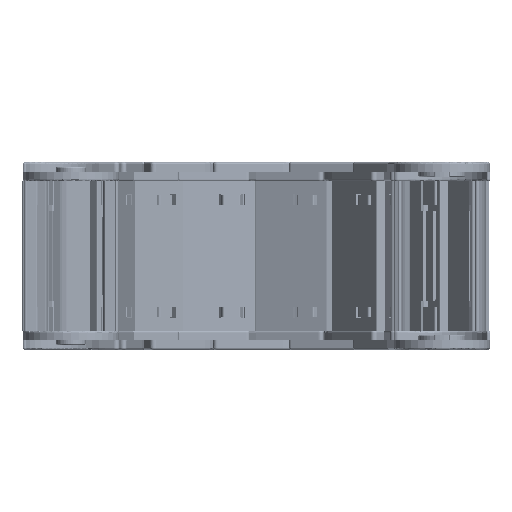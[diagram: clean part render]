
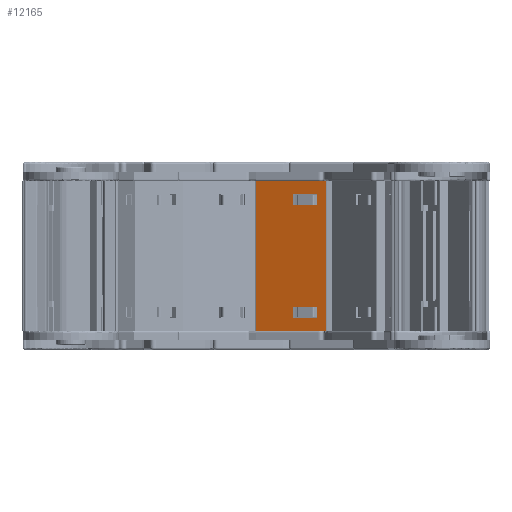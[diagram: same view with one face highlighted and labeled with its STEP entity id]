
A CAD part, left-side view. The second image highlights one B-rep face of the part: STEP entity #12165.
In plain terms, the highlighted face is planar.
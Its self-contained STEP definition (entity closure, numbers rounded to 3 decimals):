
#203 = CARTESIAN_POINT ( 'NONE',  ( -46.293, 70.399, 180.053 ) ) ;
#955 = CARTESIAN_POINT ( 'NONE',  ( -4.593, 70.399, -32.166 ) ) ;
#2461 = ORIENTED_EDGE ( 'NONE', *, *, #39973, .F. ) ;
#2898 = ORIENTED_EDGE ( 'NONE', *, *, #23616, .F. ) ;
#2996 = VECTOR ( 'NONE', #7502, 1000. ) ;
#3112 = ORIENTED_EDGE ( 'NONE', *, *, #15199, .F. ) ;
#3170 = ORIENTED_EDGE ( 'NONE', *, *, #21704, .F. ) ;
#3323 = EDGE_CURVE ( 'NONE', #31791, #16941, #13667, .T. ) ;
#3452 = DIRECTION ( 'NONE',  ( 0., 0., -1. ) ) ;
#3988 = ORIENTED_EDGE ( 'NONE', *, *, #26765, .T. ) ;
#4219 = CARTESIAN_POINT ( 'NONE',  ( -41.073, 70.399, 41.684 ) ) ;
#4435 = LINE ( 'NONE', #31687, #40546 ) ;
#4465 = EDGE_CURVE ( 'NONE', #17947, #12288, #38549, .T. ) ;
#4989 = DIRECTION ( 'NONE',  ( 0., 0., 1. ) ) ;
#5164 = VERTEX_POINT ( 'NONE', #7451 ) ;
#5579 = EDGE_CURVE ( 'NONE', #34757, #12288, #26206, .T. ) ;
#6365 = VECTOR ( 'NONE', #17344, 1000. ) ;
#6742 = CARTESIAN_POINT ( 'NONE',  ( -27.073, 70.399, 41.684 ) ) ;
#6826 = LINE ( 'NONE', #30644, #12928 ) ;
#6914 = VECTOR ( 'NONE', #19574, 1000. ) ;
#7451 = CARTESIAN_POINT ( 'NONE',  ( -27.073, 70.399, -25.416 ) ) ;
#7502 = DIRECTION ( 'NONE',  ( 0., 0., -1. ) ) ;
#9270 = EDGE_CURVE ( 'NONE', #35180, #5164, #10223, .T. ) ;
#10223 = LINE ( 'NONE', #10434, #28022 ) ;
#10303 = DIRECTION ( 'NONE',  ( 1., 0., 0. ) ) ;
#10434 = CARTESIAN_POINT ( 'NONE',  ( -27.073, 70.399, -25.416 ) ) ;
#11220 = VECTOR ( 'NONE', #30239, 1000. ) ;
#11884 = VECTOR ( 'NONE', #30279, 1000. ) ;
#12001 = VECTOR ( 'NONE', #34288, 1000. ) ;
#12165 = ADVANCED_FACE ( 'NONE', ( #16762, #41683, #32006 ), #25918, .F. ) ;
#12288 = VERTEX_POINT ( 'NONE', #29997 ) ;
#12493 = LINE ( 'NONE', #25827, #6914 ) ;
#12882 = EDGE_LOOP ( 'NONE', ( #3988, #42053, #29928, #2461 ) ) ;
#12928 = VECTOR ( 'NONE', #24284, 1000. ) ;
#13349 = CARTESIAN_POINT ( 'NONE',  ( -41.073, 70.399, -19.116 ) ) ;
#13667 = LINE ( 'NONE', #4219, #2996 ) ;
#13910 = CARTESIAN_POINT ( 'NONE',  ( -46.293, 70.399, -32.166 ) ) ;
#14940 = ORIENTED_EDGE ( 'NONE', *, *, #9270, .F. ) ;
#15199 = EDGE_CURVE ( 'NONE', #40384, #31791, #28299, .T. ) ;
#16100 = CARTESIAN_POINT ( 'NONE',  ( -27.073, 70.399, 35.384 ) ) ;
#16326 = AXIS2_PLACEMENT_3D ( 'NONE', #38980, #19115, #3452 ) ;
#16428 = DIRECTION ( 'NONE',  ( -1., 0., 0. ) ) ;
#16762 = FACE_OUTER_BOUND ( 'NONE', #12882, .T. ) ;
#16941 = VERTEX_POINT ( 'NONE', #33322 ) ;
#16979 = CARTESIAN_POINT ( 'NONE',  ( -27.073, 70.399, 41.684 ) ) ;
#17344 = DIRECTION ( 'NONE',  ( 1., 0., 0. ) ) ;
#17947 = VERTEX_POINT ( 'NONE', #13910 ) ;
#19115 = DIRECTION ( 'NONE',  ( 0., 1., 0. ) ) ;
#19220 = VERTEX_POINT ( 'NONE', #13349 ) ;
#19350 = LINE ( 'NONE', #16100, #11220 ) ;
#19574 = DIRECTION ( 'NONE',  ( 1., 0., 0. ) ) ;
#20210 = VECTOR ( 'NONE', #4989, 1000. ) ;
#20928 = CARTESIAN_POINT ( 'NONE',  ( -46.293, 70.399, 48.434 ) ) ;
#21114 = VERTEX_POINT ( 'NONE', #39097 ) ;
#21638 = EDGE_CURVE ( 'NONE', #5164, #22137, #38532, .T. ) ;
#21704 = EDGE_CURVE ( 'NONE', #22137, #19220, #4435, .T. ) ;
#21862 = ORIENTED_EDGE ( 'NONE', *, *, #29508, .F. ) ;
#22137 = VERTEX_POINT ( 'NONE', #26812 ) ;
#22800 = ORIENTED_EDGE ( 'NONE', *, *, #21638, .F. ) ;
#23616 = EDGE_CURVE ( 'NONE', #16941, #21114, #24679, .T. ) ;
#24284 = DIRECTION ( 'NONE',  ( 0., 0., -1. ) ) ;
#24679 = LINE ( 'NONE', #30245, #6365 ) ;
#24890 = EDGE_CURVE ( 'NONE', #19220, #35180, #6826, .T. ) ;
#24891 = CARTESIAN_POINT ( 'NONE',  ( -27.073, 70.399, -19.116 ) ) ;
#25827 = CARTESIAN_POINT ( 'NONE',  ( -4.593, 70.399, 48.434 ) ) ;
#25918 = PLANE ( 'NONE',  #16326 ) ;
#26206 = LINE ( 'NONE', #27750, #12001 ) ;
#26673 = DIRECTION ( 'NONE',  ( 1., 0., 0. ) ) ;
#26765 = EDGE_CURVE ( 'NONE', #36947, #17947, #27105, .T. ) ;
#26812 = CARTESIAN_POINT ( 'NONE',  ( -27.073, 70.399, -19.116 ) ) ;
#27062 = CARTESIAN_POINT ( 'NONE',  ( -41.073, 70.399, -25.416 ) ) ;
#27105 = LINE ( 'NONE', #203, #11884 ) ;
#27750 = CARTESIAN_POINT ( 'NONE',  ( -4.593, 70.399, 180.053 ) ) ;
#28022 = VECTOR ( 'NONE', #10303, 1000. ) ;
#28299 = LINE ( 'NONE', #16979, #37462 ) ;
#29376 = VECTOR ( 'NONE', #26673, 1000. ) ;
#29508 = EDGE_CURVE ( 'NONE', #21114, #40384, #19350, .T. ) ;
#29928 = ORIENTED_EDGE ( 'NONE', *, *, #5579, .F. ) ;
#29997 = CARTESIAN_POINT ( 'NONE',  ( -4.593, 70.399, -32.166 ) ) ;
#30091 = ORIENTED_EDGE ( 'NONE', *, *, #24890, .F. ) ;
#30239 = DIRECTION ( 'NONE',  ( 0., 0., 1. ) ) ;
#30245 = CARTESIAN_POINT ( 'NONE',  ( -41.073, 70.399, 35.384 ) ) ;
#30279 = DIRECTION ( 'NONE',  ( 0., 0., -1. ) ) ;
#30644 = CARTESIAN_POINT ( 'NONE',  ( -41.073, 70.399, -25.416 ) ) ;
#31687 = CARTESIAN_POINT ( 'NONE',  ( -41.073, 70.399, -19.116 ) ) ;
#31791 = VERTEX_POINT ( 'NONE', #39969 ) ;
#31822 = DIRECTION ( 'NONE',  ( -1., 0., 0. ) ) ;
#32006 = FACE_BOUND ( 'NONE', #36747, .T. ) ;
#33322 = CARTESIAN_POINT ( 'NONE',  ( -41.073, 70.399, 35.384 ) ) ;
#34288 = DIRECTION ( 'NONE',  ( 0., 0., -1. ) ) ;
#34757 = VERTEX_POINT ( 'NONE', #41592 ) ;
#35180 = VERTEX_POINT ( 'NONE', #27062 ) ;
#35501 = EDGE_LOOP ( 'NONE', ( #2898, #35645, #3112, #21862 ) ) ;
#35645 = ORIENTED_EDGE ( 'NONE', *, *, #3323, .F. ) ;
#36747 = EDGE_LOOP ( 'NONE', ( #30091, #3170, #22800, #14940 ) ) ;
#36947 = VERTEX_POINT ( 'NONE', #20928 ) ;
#37462 = VECTOR ( 'NONE', #16428, 1000. ) ;
#38532 = LINE ( 'NONE', #24891, #20210 ) ;
#38549 = LINE ( 'NONE', #955, #29376 ) ;
#38980 = CARTESIAN_POINT ( 'NONE',  ( -4.593, 70.399, 180.053 ) ) ;
#39097 = CARTESIAN_POINT ( 'NONE',  ( -27.073, 70.399, 35.384 ) ) ;
#39969 = CARTESIAN_POINT ( 'NONE',  ( -41.073, 70.399, 41.684 ) ) ;
#39973 = EDGE_CURVE ( 'NONE', #36947, #34757, #12493, .T. ) ;
#40384 = VERTEX_POINT ( 'NONE', #6742 ) ;
#40546 = VECTOR ( 'NONE', #31822, 1000. ) ;
#41592 = CARTESIAN_POINT ( 'NONE',  ( -4.593, 70.399, 48.434 ) ) ;
#41683 = FACE_BOUND ( 'NONE', #35501, .T. ) ;
#42053 = ORIENTED_EDGE ( 'NONE', *, *, #4465, .T. ) ;
